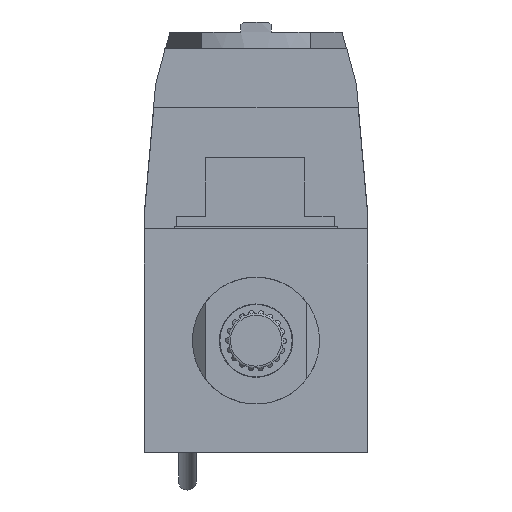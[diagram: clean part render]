
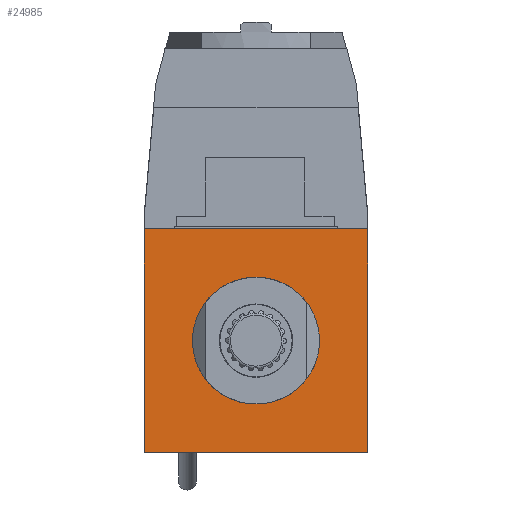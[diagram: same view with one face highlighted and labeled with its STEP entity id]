
A CAD part, front view. The second image highlights one B-rep face of the part: STEP entity #24985.
In plain terms, the highlighted planar face has unit normal (0, -1, 0).
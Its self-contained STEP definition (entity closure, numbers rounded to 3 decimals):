
#102 = VECTOR ( 'NONE', #17338, 1000. ) ;
#361 = DIRECTION ( 'NONE',  ( 0., 0., -1. ) ) ;
#1109 = CARTESIAN_POINT ( 'NONE',  ( 44., -110., -50. ) ) ;
#1773 = VERTEX_POINT ( 'NONE', #31959 ) ;
#2645 = FACE_BOUND ( 'NONE', #7208, .T. ) ;
#3028 = EDGE_CURVE ( 'NONE', #27832, #32119, #28450, .T. ) ;
#4255 = VECTOR ( 'NONE', #6107, 1000. ) ;
#4666 = DIRECTION ( 'NONE',  ( 0., 1., 0. ) ) ;
#5718 = CIRCLE ( 'NONE', #16364, 24.656 ) ;
#6107 = DIRECTION ( 'NONE',  ( 0., 0., -1. ) ) ;
#6511 = ORIENTED_EDGE ( 'NONE', *, *, #30220, .F. ) ;
#6659 = CARTESIAN_POINT ( 'NONE',  ( 0., -110., -6. ) ) ;
#6992 = CARTESIAN_POINT ( 'NONE',  ( -24.656, -110., -50. ) ) ;
#7041 = VECTOR ( 'NONE', #361, 1000. ) ;
#7208 = EDGE_LOOP ( 'NONE', ( #7404 ) ) ;
#7404 = ORIENTED_EDGE ( 'NONE', *, *, #21136, .F. ) ;
#8464 = VERTEX_POINT ( 'NONE', #12180 ) ;
#8836 = LINE ( 'NONE', #19041, #31608 ) ;
#10176 = DIRECTION ( 'NONE',  ( 0., 0., 1. ) ) ;
#11501 = ORIENTED_EDGE ( 'NONE', *, *, #30904, .T. ) ;
#12180 = CARTESIAN_POINT ( 'NONE',  ( -44., -110., -94. ) ) ;
#14726 = EDGE_LOOP ( 'NONE', ( #11501, #29708, #22109, #6511 ) ) ;
#14850 = FACE_OUTER_BOUND ( 'NONE', #14726, .T. ) ;
#15154 = AXIS2_PLACEMENT_3D ( 'NONE', #20520, #4666, #10176 ) ;
#16364 = AXIS2_PLACEMENT_3D ( 'NONE', #21756, #21592, #31735 ) ;
#17338 = DIRECTION ( 'NONE',  ( 1., 0., 0. ) ) ;
#19041 = CARTESIAN_POINT ( 'NONE',  ( 0., -110., -94. ) ) ;
#19706 = DIRECTION ( 'NONE',  ( 1., 0., 0. ) ) ;
#20520 = CARTESIAN_POINT ( 'NONE',  ( 0., -110., -77.15 ) ) ;
#20589 = CARTESIAN_POINT ( 'NONE',  ( 44., -110., -94. ) ) ;
#21136 = EDGE_CURVE ( 'NONE', #24112, #24112, #5718, .T. ) ;
#21592 = DIRECTION ( 'NONE',  ( 0., -1., 0. ) ) ;
#21756 = CARTESIAN_POINT ( 'NONE',  ( 0., -110., -50. ) ) ;
#22109 = ORIENTED_EDGE ( 'NONE', *, *, #3028, .F. ) ;
#23324 = LINE ( 'NONE', #30843, #7041 ) ;
#24112 = VERTEX_POINT ( 'NONE', #6992 ) ;
#24891 = EDGE_CURVE ( 'NONE', #8464, #32119, #8836, .T. ) ;
#24985 = ADVANCED_FACE ( 'Defeature completata2_18', ( #14850, #2645 ), #25291, .F. ) ;
#25291 = PLANE ( 'NONE',  #15154 ) ;
#26506 = CARTESIAN_POINT ( 'NONE',  ( 44., -110., -6. ) ) ;
#27832 = VERTEX_POINT ( 'NONE', #26506 ) ;
#28450 = LINE ( 'NONE', #1109, #4255 ) ;
#29708 = ORIENTED_EDGE ( 'NONE', *, *, #24891, .T. ) ;
#29981 = LINE ( 'NONE', #6659, #102 ) ;
#30220 = EDGE_CURVE ( 'NONE', #1773, #27832, #29981, .T. ) ;
#30843 = CARTESIAN_POINT ( 'NONE',  ( -44., -110., -50. ) ) ;
#30904 = EDGE_CURVE ( 'NONE', #1773, #8464, #23324, .T. ) ;
#31608 = VECTOR ( 'NONE', #19706, 1000. ) ;
#31735 = DIRECTION ( 'NONE',  ( -1., 0., 0. ) ) ;
#31959 = CARTESIAN_POINT ( 'NONE',  ( -44., -110., -6. ) ) ;
#32119 = VERTEX_POINT ( 'NONE', #20589 ) ;
